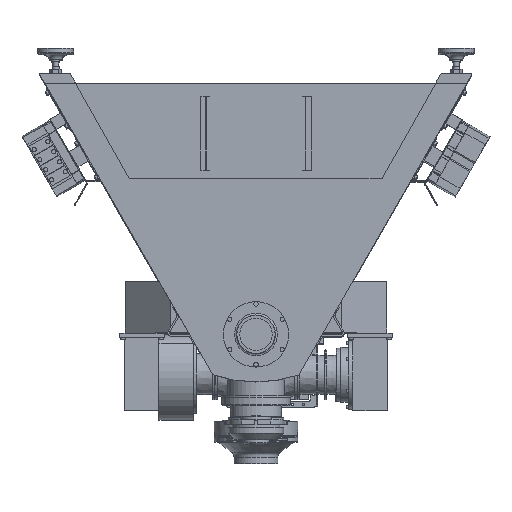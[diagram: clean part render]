
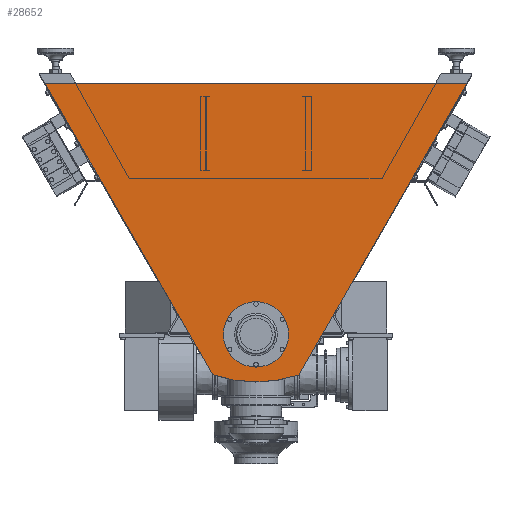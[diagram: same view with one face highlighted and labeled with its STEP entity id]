
A CAD part, top view. The second image highlights one B-rep face of the part: STEP entity #28652.
In plain terms, the highlighted planar face has unit normal (0, 0, 1).
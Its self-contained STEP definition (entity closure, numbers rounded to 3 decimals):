
#216=FACE_BOUND('',#4464,.T.);
#1369=CIRCLE('',#30577,306.168);
#1370=CIRCLE('',#30578,75.948);
#2643=FACE_OUTER_BOUND('',#4463,.T.);
#4463=EDGE_LOOP('',(#19493,#19494,#19495,#19496));
#4464=EDGE_LOOP('',(#19497));
#6975=LINE('',#42795,#9603);
#6976=LINE('',#42797,#9604);
#6977=LINE('',#42799,#9605);
#9603=VECTOR('',#34248,782.365);
#9604=VECTOR('',#34249,980.614);
#9605=VECTOR('',#34250,781.623);
#12242=VERTEX_POINT('',#42793);
#12243=VERTEX_POINT('',#42794);
#12244=VERTEX_POINT('',#42796);
#12245=VERTEX_POINT('',#42798);
#12246=VERTEX_POINT('',#42801);
#15097=EDGE_CURVE('',#12242,#12243,#6975,.T.);
#15098=EDGE_CURVE('',#12243,#12244,#6976,.T.);
#15099=EDGE_CURVE('',#12244,#12245,#6977,.T.);
#15100=EDGE_CURVE('',#12245,#12242,#1369,.T.);
#15101=EDGE_CURVE('',#12246,#12246,#1370,.T.);
#19493=ORIENTED_EDGE('',*,*,#15097,.T.);
#19494=ORIENTED_EDGE('',*,*,#15098,.T.);
#19495=ORIENTED_EDGE('',*,*,#15099,.T.);
#19496=ORIENTED_EDGE('',*,*,#15100,.T.);
#19497=ORIENTED_EDGE('',*,*,#15101,.T.);
#26393=PLANE('',#30576);
#28652=ADVANCED_FACE('',(#2643,#216),#26393,.T.);
#30576=AXIS2_PLACEMENT_3D('',#42792,#34246,#34247);
#30577=AXIS2_PLACEMENT_3D('',#42800,#34251,#34252);
#30578=AXIS2_PLACEMENT_3D('',#42802,#34253,#34254);
#34246=DIRECTION('center_axis',(0.,0.,1.));
#34247=DIRECTION('ref_axis',(1.,0.,0.));
#34248=DIRECTION('',(0.499,0.867,0.));
#34249=DIRECTION('',(-1.,0.,0.));
#34250=DIRECTION('',(0.499,-0.867,0.));
#34251=DIRECTION('center_axis',(0.,0.,1.));
#34252=DIRECTION('ref_axis',(0.331,0.944,0.));
#34253=DIRECTION('center_axis',(0.,0.,-1.));
#34254=DIRECTION('ref_axis',(-1.,0.,0.));
#42792=CARTESIAN_POINT('Origin',(-0.048,-116.208,3.));
#42793=CARTESIAN_POINT('',(100.123,-558.7,3.));
#42794=CARTESIAN_POINT('',(490.26,119.45,3.));
#42795=CARTESIAN_POINT('',(490.26,119.45,3.));
#42796=CARTESIAN_POINT('',(-490.355,119.45,3.));
#42797=CARTESIAN_POINT('',(-490.355,119.45,3.));
#42798=CARTESIAN_POINT('',(-100.676,-558.108,3.));
#42799=CARTESIAN_POINT('',(-100.676,-558.108,3.));
#42800=CARTESIAN_POINT('Origin',(0.577,-269.168,3.));
#42801=CARTESIAN_POINT('',(75.948,-464.663,3.));
#42802=CARTESIAN_POINT('Origin',(0.,-464.663,3.));
